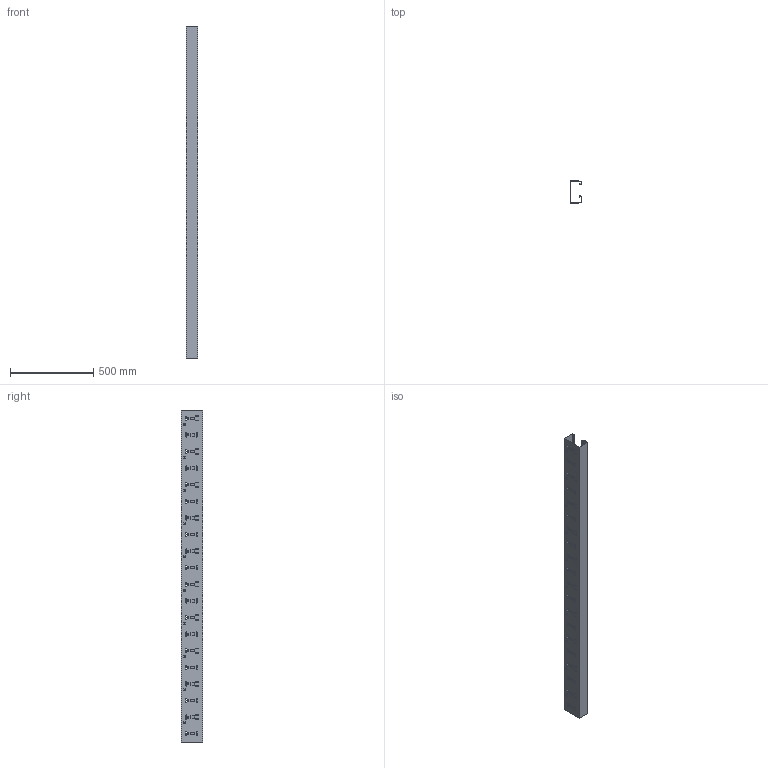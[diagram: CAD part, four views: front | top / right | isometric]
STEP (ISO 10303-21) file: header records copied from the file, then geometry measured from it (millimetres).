
FILE_DESCRIPTION((''),'2;1');
FILE_NAME('640010P01','2023-05-03T17:09:04',('sivasanker.y'),(''),'CREO PARAMETRIC BY PTC INC, 2021284','CREO PARAMETRIC BY PTC INC, 2021284','');
FILE_SCHEMA(('CONFIG_CONTROL_DESIGN'));
Length unit declared in the file: millimetre
Products named in the file (1): 640010P01
Bounding box: 72.17 x 130 x 2000 mm (x, y, z)
Volume: 580230 mm3; surface area: 1459567 mm2
Topology: 1 solids, 1 shells, 902 faces, 2508 edges, 1608 vertices
Faces by surface type: plane 586, cylinder 316
Entity records: 29074 total; most frequent: CARTESIAN_POINT 5098, ORIENTED_EDGE 5016, DIRECTION 4928, EDGE_CURVE 2508, VECTOR 1860, LINE 1860, VERTEX_POINT 1608, AXIS2_PLACEMENT_3D 1534
